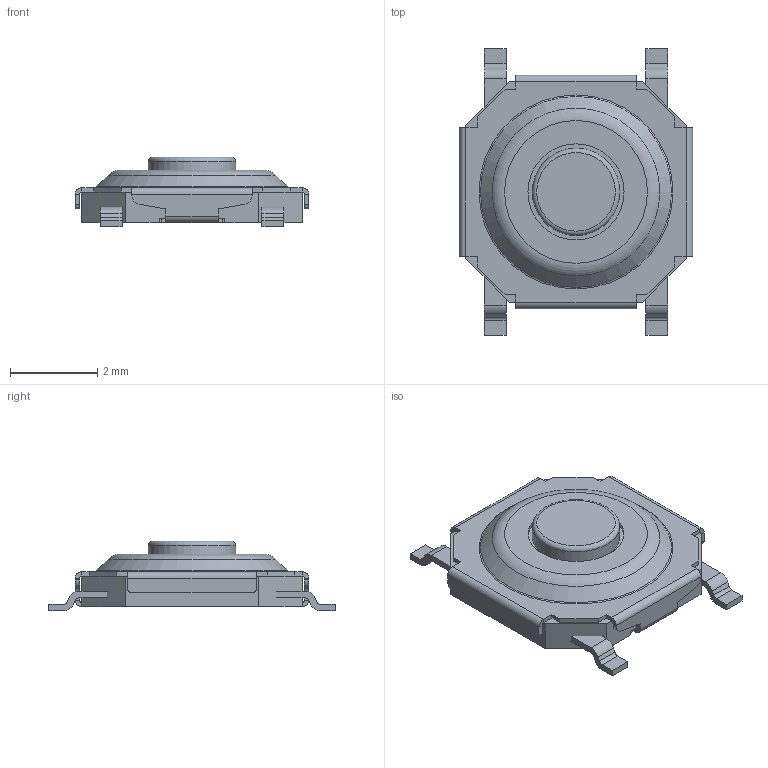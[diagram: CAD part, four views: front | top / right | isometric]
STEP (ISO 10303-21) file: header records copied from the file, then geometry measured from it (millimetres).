
FILE_DESCRIPTION(('STEP AP214'), '1');
FILE_NAME('RS-187R05Ax-DS_MT_RT', '2017-03-08T00:18:54', ('Nobody'), (''), 'ASCON STEP Converter 1.3', 'ASCON Math Kernel', '');
FILE_SCHEMA(('AUTOMOTIVE_DESIGN { 1 0 10303 214 3 1 1}'));
Length unit declared in the file: millimetre
Bounding box: 5.35 x 6.55 x 1.6 mm (x, y, z)
Volume: 21.8 mm3; surface area: 143.8 mm2
Topology: 7 solids, 7 shells, 187 faces, 473 edges, 307 vertices
Faces by surface type: plane 141, cylinder 39, torus 5, cone 2
Full cylindrical faces by diameter (mm): 2 x1, 2.2 x1, 2.4 x1
Entity records: 7047 total; most frequent: CARTESIAN_POINT 938, DIRECTION 926, ORIENTED_EDGE 894, EDGE_CURVE 447, LINE 376, VECTOR 376, VERTEX_POINT 287, AXIS2_PLACEMENT_3D 275
